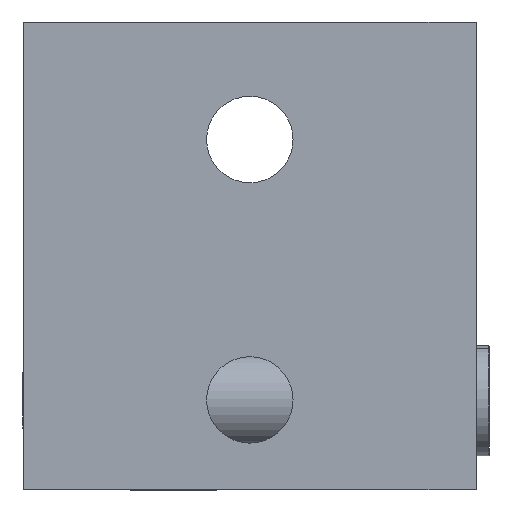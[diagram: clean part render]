
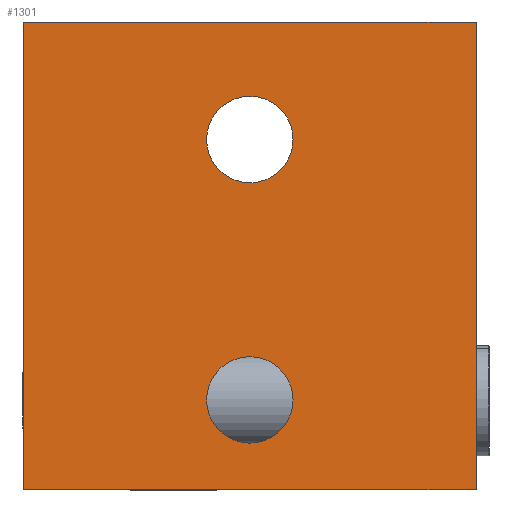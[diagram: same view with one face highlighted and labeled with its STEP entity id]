
A CAD part, front view. The second image highlights one B-rep face of the part: STEP entity #1301.
In plain terms, the highlighted planar face has unit normal (0, -1, 0).
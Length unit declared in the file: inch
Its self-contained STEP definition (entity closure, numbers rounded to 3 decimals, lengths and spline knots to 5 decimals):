
#2 = DIRECTION ( 'NONE',  ( 0., 0., 1. ) ) ;
#180 = CARTESIAN_POINT ( 'NONE',  ( -0.7535, 0., 0.7795 ) ) ;
#212 = AXIS2_PLACEMENT_3D ( 'NONE', #3130, #1293, #3434 ) ;
#222 = VERTEX_POINT ( 'NONE', #2689 ) ;
#248 = EDGE_LOOP ( 'NONE', ( #1276, #2627, #3321, #505 ) ) ;
#304 = DIRECTION ( 'NONE',  ( 0., 0., 1. ) ) ;
#426 = EDGE_CURVE ( 'NONE', #3560, #3226, #3083, .T. ) ;
#428 = EDGE_CURVE ( 'NONE', #2485, #3873, #719, .T. ) ;
#505 = ORIENTED_EDGE ( 'NONE', *, *, #2743, .F. ) ;
#534 = VERTEX_POINT ( 'NONE', #1891 ) ;
#719 = LINE ( 'NONE', #1850, #1448 ) ;
#788 = DIRECTION ( 'NONE',  ( 0., 0., -1. ) ) ;
#823 = FACE_BOUND ( 'NONE', #1417, .T. ) ;
#900 = CARTESIAN_POINT ( 'NONE',  ( 0.7535, 0., 0.7795 ) ) ;
#1082 = VERTEX_POINT ( 'NONE', #2468 ) ;
#1108 = EDGE_CURVE ( 'NONE', #2342, #534, #1118, .T. ) ;
#1118 = CIRCLE ( 'NONE', #2813, 0.144 ) ;
#1192 = VECTOR ( 'NONE', #1880, 39.37008 ) ;
#1215 = AXIS2_PLACEMENT_3D ( 'NONE', #3672, #1853, #3967 ) ;
#1258 = EDGE_CURVE ( 'NONE', #3873, #222, #2568, .T. ) ;
#1276 = ORIENTED_EDGE ( 'NONE', *, *, #2559, .F. ) ;
#1282 = LINE ( 'NONE', #2206, #1192 ) ;
#1293 = DIRECTION ( 'NONE',  ( 0., 1., 0. ) ) ;
#1301 = ADVANCED_FACE ( 'NONE', ( #1646, #823, #1545 ), #1394, .T. ) ;
#1313 = ORIENTED_EDGE ( 'NONE', *, *, #426, .T. ) ;
#1394 = PLANE ( 'NONE',  #1924 ) ;
#1417 = EDGE_LOOP ( 'NONE', ( #2681, #3944 ) ) ;
#1448 = VECTOR ( 'NONE', #1532, 39.37008 ) ;
#1478 = VECTOR ( 'NONE', #3045, 39.37008 ) ;
#1532 = DIRECTION ( 'NONE',  ( 0., 0., 1. ) ) ;
#1545 = FACE_OUTER_BOUND ( 'NONE', #248, .T. ) ;
#1564 = DIRECTION ( 'NONE',  ( 1., 0., 0. ) ) ;
#1577 = LINE ( 'NONE', #900, #1478 ) ;
#1595 = EDGE_CURVE ( 'NONE', #534, #2342, #2708, .T. ) ;
#1627 = CARTESIAN_POINT ( 'NONE',  ( 0., 0., 0.244 ) ) ;
#1646 = FACE_BOUND ( 'NONE', #1666, .T. ) ;
#1666 = EDGE_LOOP ( 'NONE', ( #3256, #1313 ) ) ;
#1716 = CARTESIAN_POINT ( 'NONE',  ( 0., 0., 0. ) ) ;
#1850 = CARTESIAN_POINT ( 'NONE',  ( -0.7535, 0., 0.7795 ) ) ;
#1853 = DIRECTION ( 'NONE',  ( 0., 1., 0. ) ) ;
#1859 = DIRECTION ( 'NONE',  ( 0., 1., 0. ) ) ;
#1880 = DIRECTION ( 'NONE',  ( -1., 0., 0. ) ) ;
#1891 = CARTESIAN_POINT ( 'NONE',  ( 0., 0., -0.3355 ) ) ;
#1924 = AXIS2_PLACEMENT_3D ( 'NONE', #1716, #2652, #788 ) ;
#1943 = AXIS2_PLACEMENT_3D ( 'NONE', #3707, #2172, #304 ) ;
#2172 = DIRECTION ( 'NONE',  ( 0., 1., 0. ) ) ;
#2206 = CARTESIAN_POINT ( 'NONE',  ( -0.7535, 0., -0.7795 ) ) ;
#2342 = VERTEX_POINT ( 'NONE', #3555 ) ;
#2398 = CARTESIAN_POINT ( 'NONE',  ( -0.7535, 0., -0.7795 ) ) ;
#2468 = CARTESIAN_POINT ( 'NONE',  ( 0.7535, 0., -0.7795 ) ) ;
#2485 = VERTEX_POINT ( 'NONE', #2398 ) ;
#2559 = EDGE_CURVE ( 'NONE', #222, #1082, #1577, .T. ) ;
#2568 = LINE ( 'NONE', #3101, #3270 ) ;
#2627 = ORIENTED_EDGE ( 'NONE', *, *, #1258, .F. ) ;
#2652 = DIRECTION ( 'NONE',  ( 0., -1., 0. ) ) ;
#2681 = ORIENTED_EDGE ( 'NONE', *, *, #1595, .T. ) ;
#2689 = CARTESIAN_POINT ( 'NONE',  ( 0.7535, 0., 0.7795 ) ) ;
#2708 = CIRCLE ( 'NONE', #1215, 0.144 ) ;
#2743 = EDGE_CURVE ( 'NONE', #1082, #2485, #1282, .T. ) ;
#2813 = AXIS2_PLACEMENT_3D ( 'NONE', #3677, #1859, #2 ) ;
#3045 = DIRECTION ( 'NONE',  ( 0., 0., -1. ) ) ;
#3083 = CIRCLE ( 'NONE', #1943, 0.144 ) ;
#3101 = CARTESIAN_POINT ( 'NONE',  ( -0.7535, 0., 0.7795 ) ) ;
#3130 = CARTESIAN_POINT ( 'NONE',  ( 0., 0., 0.388 ) ) ;
#3226 = VERTEX_POINT ( 'NONE', #3932 ) ;
#3256 = ORIENTED_EDGE ( 'NONE', *, *, #3504, .T. ) ;
#3270 = VECTOR ( 'NONE', #1564, 39.37008 ) ;
#3321 = ORIENTED_EDGE ( 'NONE', *, *, #428, .F. ) ;
#3434 = DIRECTION ( 'NONE',  ( 0., 0., 1. ) ) ;
#3504 = EDGE_CURVE ( 'NONE', #3226, #3560, #3723, .T. ) ;
#3555 = CARTESIAN_POINT ( 'NONE',  ( 0., 0., -0.6235 ) ) ;
#3560 = VERTEX_POINT ( 'NONE', #1627 ) ;
#3672 = CARTESIAN_POINT ( 'NONE',  ( 0., 0., -0.4795 ) ) ;
#3677 = CARTESIAN_POINT ( 'NONE',  ( 0., 0., -0.4795 ) ) ;
#3707 = CARTESIAN_POINT ( 'NONE',  ( 0., 0., 0.388 ) ) ;
#3723 = CIRCLE ( 'NONE', #212, 0.144 ) ;
#3873 = VERTEX_POINT ( 'NONE', #180 ) ;
#3932 = CARTESIAN_POINT ( 'NONE',  ( 0., 0., 0.532 ) ) ;
#3944 = ORIENTED_EDGE ( 'NONE', *, *, #1108, .T. ) ;
#3967 = DIRECTION ( 'NONE',  ( 0., 0., 1. ) ) ;
